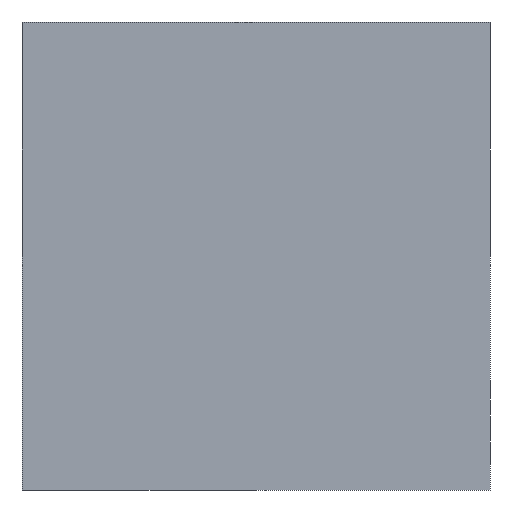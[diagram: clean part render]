
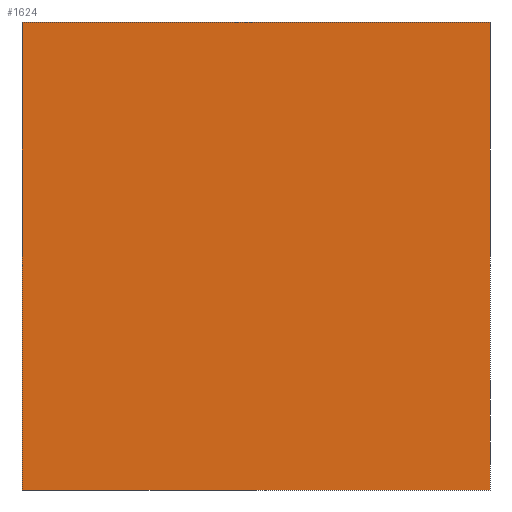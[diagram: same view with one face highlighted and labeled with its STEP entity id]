
A CAD part, front view. The second image highlights one B-rep face of the part: STEP entity #1624.
In plain terms, the highlighted planar face has unit normal (0, -1, 0).
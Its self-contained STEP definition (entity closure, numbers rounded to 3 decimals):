
#30 = VERTEX_POINT ( 'NONE', #2163 ) ;
#38 = VERTEX_POINT ( 'NONE', #2166 ) ;
#632 = EDGE_LOOP ( 'NONE', ( #2276, #2259, #2263, #2277 ) ) ;
#855 = VECTOR ( 'NONE', #1027, 1000. ) ;
#984 = LINE ( 'NONE', #985, #1640 ) ;
#985 = CARTESIAN_POINT ( 'NONE',  ( -18., 0., 19. ) ) ;
#986 = DIRECTION ( 'NONE',  ( 0., 0., 1. ) ) ;
#1025 = LINE ( 'NONE', #1026, #855 ) ;
#1026 = CARTESIAN_POINT ( 'NONE',  ( -18., 0., 19. ) ) ;
#1027 = DIRECTION ( 'NONE',  ( 1., 0., 0. ) ) ;
#1131 = LINE ( 'NONE', #1132, #2429 ) ;
#1132 = CARTESIAN_POINT ( 'NONE',  ( -18., 0., -19. ) ) ;
#1133 = DIRECTION ( 'NONE',  ( -1., 0., 0. ) ) ;
#1134 = PLANE ( 'NONE',  #2433 ) ;
#1138 = CARTESIAN_POINT ( 'NONE',  ( 0., 0., 0. ) ) ;
#1139 = DIRECTION ( 'NONE',  ( 0., -1., 0. ) ) ;
#1140 = DIRECTION ( 'NONE',  ( 0., 0., -1. ) ) ;
#1145 = LINE ( 'NONE', #1146, #2421 ) ;
#1146 = CARTESIAN_POINT ( 'NONE',  ( 20., 0., 19. ) ) ;
#1147 = DIRECTION ( 'NONE',  ( 0., 0., -1. ) ) ;
#1277 = VERTEX_POINT ( 'NONE', #2202 ) ;
#1278 = VERTEX_POINT ( 'NONE', #2203 ) ;
#1586 = EDGE_CURVE ( 'NONE', #38, #30, #984, .T. ) ;
#1599 = EDGE_CURVE ( 'NONE', #30, #1278, #1025, .T. ) ;
#1622 = EDGE_CURVE ( 'NONE', #1277, #38, #1131, .T. ) ;
#1624 = ADVANCED_FACE ( 'NONE', ( #2427 ), #1134, .T. ) ;
#1626 = EDGE_CURVE ( 'NONE', #1278, #1277, #1145, .T. ) ;
#1640 = VECTOR ( 'NONE', #986, 1000. ) ;
#2163 = CARTESIAN_POINT ( 'NONE',  ( -18., 0., 19. ) ) ;
#2166 = CARTESIAN_POINT ( 'NONE',  ( -18., 0., -19. ) ) ;
#2202 = CARTESIAN_POINT ( 'NONE',  ( 20., 0., -19. ) ) ;
#2203 = CARTESIAN_POINT ( 'NONE',  ( 20., 0., 19. ) ) ;
#2259 = ORIENTED_EDGE ( 'NONE', *, *, #1599, .F. ) ;
#2263 = ORIENTED_EDGE ( 'NONE', *, *, #1586, .F. ) ;
#2276 = ORIENTED_EDGE ( 'NONE', *, *, #1626, .F. ) ;
#2277 = ORIENTED_EDGE ( 'NONE', *, *, #1622, .F. ) ;
#2421 = VECTOR ( 'NONE', #1147, 1000. ) ;
#2427 = FACE_OUTER_BOUND ( 'NONE', #632, .T. ) ;
#2429 = VECTOR ( 'NONE', #1133, 1000. ) ;
#2433 = AXIS2_PLACEMENT_3D ( 'NONE', #1138, #1139, #1140 ) ;
